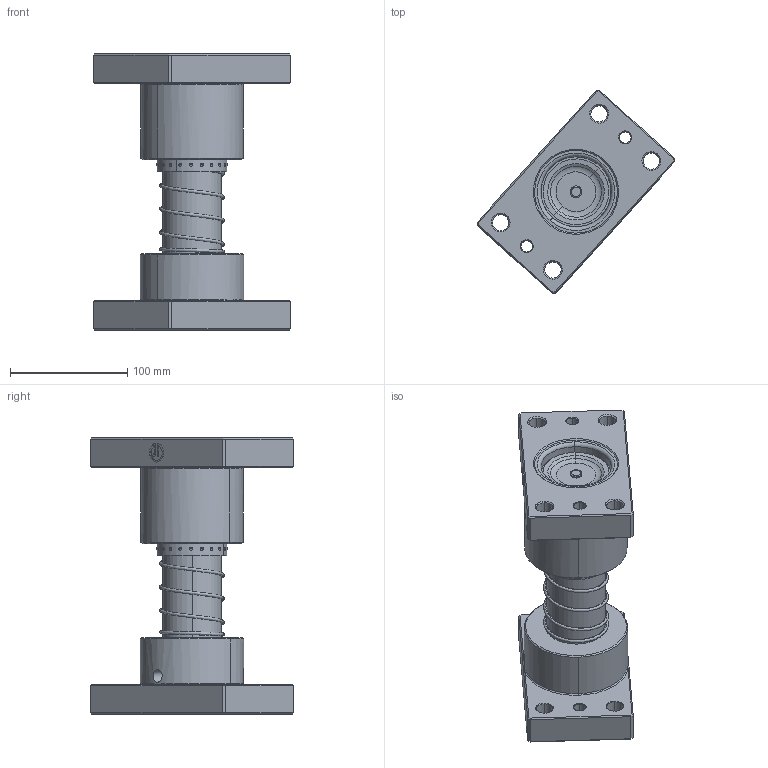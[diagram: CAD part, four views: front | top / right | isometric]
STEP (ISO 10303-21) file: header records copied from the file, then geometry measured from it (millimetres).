
FILE_DESCRIPTION (( 'STEP AP214' ), '1' );
FILE_NAME ('HYAP-D50-L180.STEP', '2021-09-23T01:24:44', ( 'User' ), ( 'china' ), 'SwSTEP 2.0', 'SolidWorks 2016', '' );
FILE_SCHEMA (( 'AUTOMOTIVE_DESIGN' ));
Length unit declared in the file: millimetre
Products named in the file (12): STMY-5; STM-M20蹟簽; STM-56-L57; BS-59.5-50.5-L90; SAB-D50; SAB-D50傍杶; SABP-D50; MGHP-D50; MGM-D50-L180; HYAP-D50-L180; HWP-D55.7-50.5-L90; STMY-PD50
Assembly tree (12 placements, depth 3):
  HYAP-D50-L180
    MGM-D50-L180
    MGHP-D50
    SAB-D50
      SABP-D50
      SAB-D50傍杶
    BS-59.5-50.5-L90
    STMY-PD50
      STM-56-L57
      STM-M20蹟簽
      STMY-5  x2
    HWP-D55.7-50.5-L90
Bounding box: 168.04 x 172.64 x 235.24 mm (x, y, z)
Volume: 1321763.3 mm3; surface area: 259877.3 mm2
Topology: 10 solids, 10 shells, 1189 faces, 2507 edges, 1767 vertices
Faces by surface type: sphere 880, plane 102, cylinder 92, cone 76, torus 20, bspline 19
Entity records: 62503 total; most frequent: CARTESIAN_POINT 27232, DIRECTION 5021, ORIENTED_EDGE 4954, EDGE_CURVE 2477, AXIS2_PLACEMENT_3D 2328, VERTEX_POINT 1751, EDGE_LOOP 1652, FACE_OUTER_BOUND 1179
